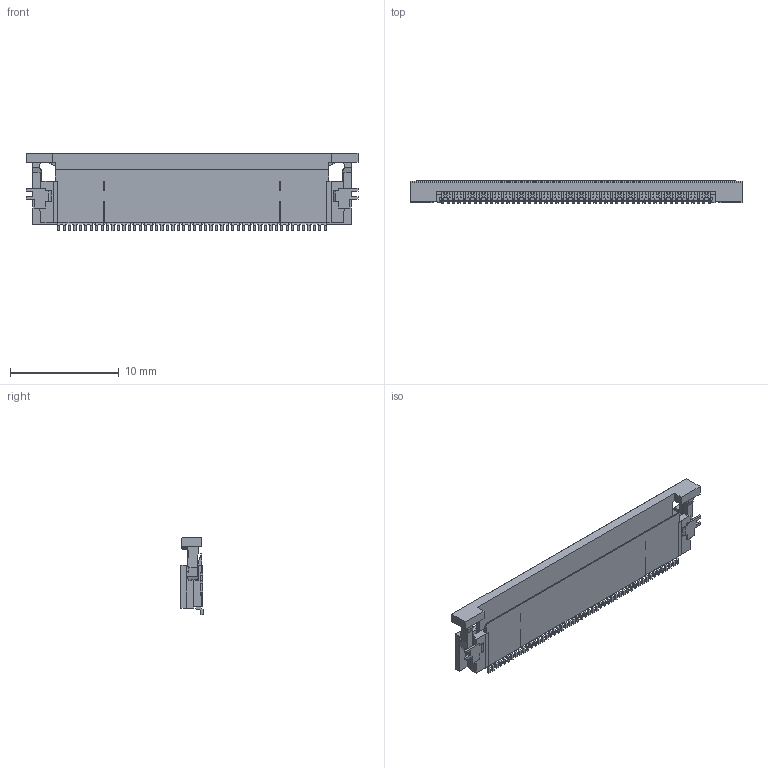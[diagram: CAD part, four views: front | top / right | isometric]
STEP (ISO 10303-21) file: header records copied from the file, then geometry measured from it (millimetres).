
FILE_DESCRIPTION(('STEP AP214'),'1');
FILE_NAME('54132-5097.stp','2018-07-31T07:24:42',('TraceParts'),('TraceParts S.A.'),'Spatial InterOp 3D',' ',' ');
FILE_SCHEMA(('automotive_design'));
Length unit declared in the file: millimetre
Products named in the file (3): 54132-5097_1; 54132-5097_2; 1
Bounding box: 30.5 x 2.05 x 7.15 mm (x, y, z)
Volume: 183 mm3; surface area: 1459 mm2
Topology: 2 solids, 2 shells, 2043 faces, 6821 edges, 4798 vertices
Faces by surface type: plane 1776, cylinder 267
Entity records: 73467 total; most frequent: CARTESIAN_POINT 13279, ORIENTED_EDGE 13212, DIRECTION 11437, EDGE_CURVE 6606, LINE 6277, VECTOR 6277, VERTEX_POINT 4368, AXIS2_PLACEMENT_3D 2580
